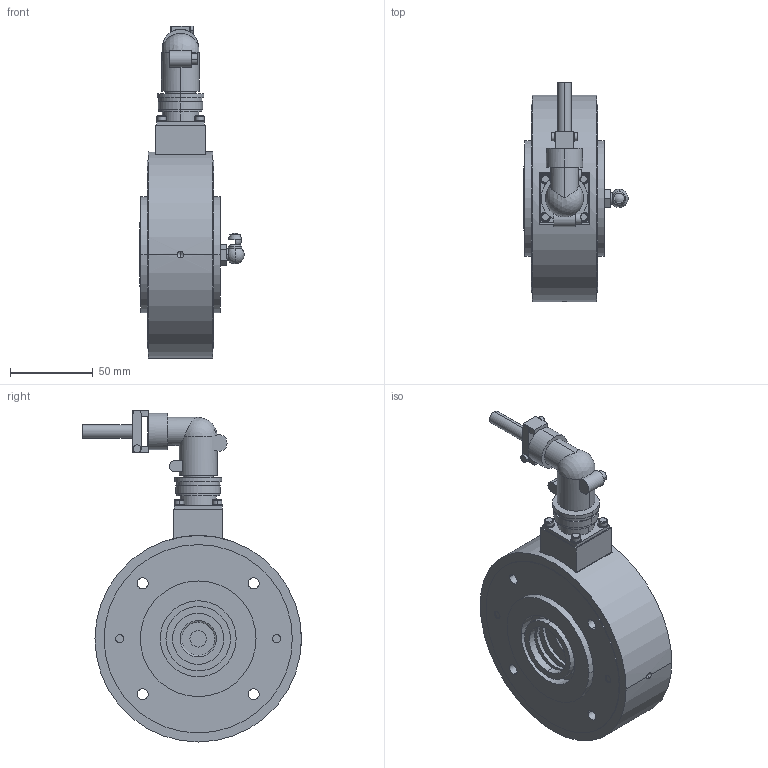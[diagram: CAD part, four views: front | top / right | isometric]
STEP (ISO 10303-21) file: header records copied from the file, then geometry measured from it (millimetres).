
FILE_DESCRIPTION((''),'2;1');
FILE_NAME('50216.stp','2007-09-21T16:01:11',(''),(''),'Mechanical Desktop 2007','Mechanical Desktop 2007',', , ');
FILE_SCHEMA(('CONFIG_CONTROL_DESIGN'));
Length unit declared in the file: millimetre
Products named in the file (29): ZEICHNUNG7; L50216; L4832404; L47955; TEIL1AAA; L49026; TEIL1AA; I-6KT_SCHRAUBE_M6X35NK; I-6KT_SCHRAUBE_M6X35NKA; I-6KT_SCHRAUBE_M3X25; I-6KT_SCHRAUBE_M3X25A; FEDERRING_M3A; FEDERRING_M3; SICHERUNGSRING_J52; SICHERUNGSRING_J52A; V_RING_V31A; V_RING_V32A; L4340303; TEIL1A; L48966; TEIL1AAAA; SCHMIERNIPPEL_M10_A3; SCHMIERNIPPEL_M10_A3A; PENDELKUGELLAGER_1304TV; PENDELKUGELLAGER_1304TVA; FLANSCHDOSE_WINKEL_AMPH_4-POLIG; TEIL1; RM_SDB; RM_SDBA
Assembly tree (40 placements, depth 4):
  ZEICHNUNG7
    L50216
      L4832404
      L47955
        TEIL1AAA
      L49026
        TEIL1AA
      I-6KT_SCHRAUBE_M6X35NK  x2
        I-6KT_SCHRAUBE_M6X35NKA
      I-6KT_SCHRAUBE_M3X25  x4
        I-6KT_SCHRAUBE_M3X25A
      FEDERRING_M3A  x4
        FEDERRING_M3
      SICHERUNGSRING_J52
        SICHERUNGSRING_J52A
      V_RING_V31A
        V_RING_V32A
      L4340303  x2
        TEIL1A
      L48966
        TEIL1AAAA
      SCHMIERNIPPEL_M10_A3
        SCHMIERNIPPEL_M10_A3A
      PENDELKUGELLAGER_1304TV
        PENDELKUGELLAGER_1304TVA
      FLANSCHDOSE_WINKEL_AMPH_4-POLIG
        TEIL1
      RM_SDB  x3
    RM_SDBA  x3
Bounding box: 63.06 x 132.5 x 201 mm (x, y, z)
Volume: 495067 mm3; surface area: 147693.6 mm2
Topology: 21 solids, 21 shells, 438 faces, 1080 edges, 702 vertices
Faces by surface type: cylinder 248, plane 129, cone 32, torus 20, sphere 5, bspline 4
Entity records: 12090 total; most frequent: CARTESIAN_POINT 2399, DIRECTION 2120, ORIENTED_EDGE 1680, AXIS2_PLACEMENT_3D 891, EDGE_CURVE 840, VERTEX_POINT 556, CIRCLE 483, EDGE_LOOP 462
